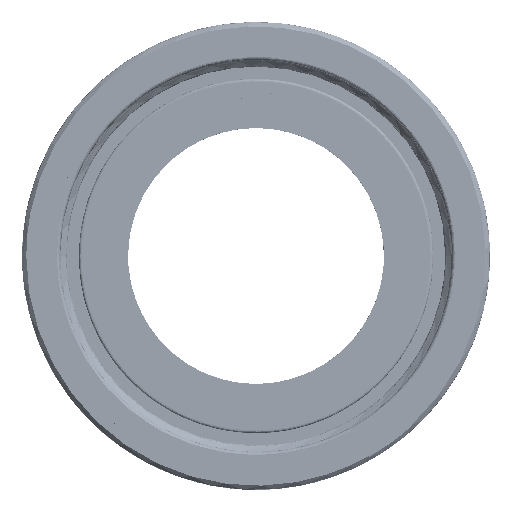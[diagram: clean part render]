
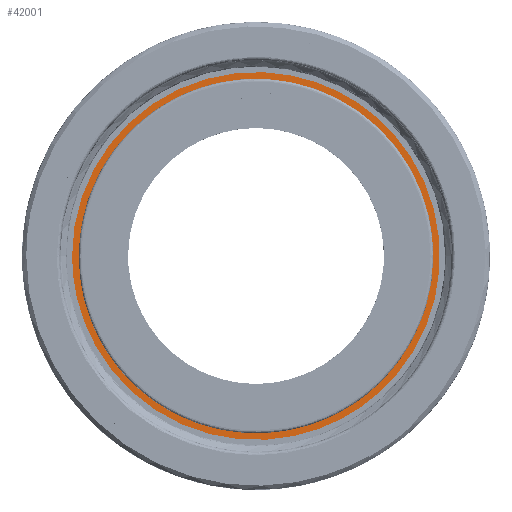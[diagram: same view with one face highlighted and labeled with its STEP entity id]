
A CAD part, left-side view. The second image highlights one B-rep face of the part: STEP entity #42001.
In plain terms, the highlighted free-form (B-spline) face has degree [1, 1] with [2, 2] control points.
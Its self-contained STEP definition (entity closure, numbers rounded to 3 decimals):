
#41968 = EDGE_CURVE('',#41969,#41969,#41971,.T.);
#41969 = VERTEX_POINT('',#41970);
#41970 = CARTESIAN_POINT('',(-38.643,14.667,0.));
#41971 = ( BOUNDED_CURVE() B_SPLINE_CURVE(2,(#41972,#41973,#41974,#41975
    ,#41976,#41977,#41978),.UNSPECIFIED.,.T.,.F.) 
B_SPLINE_CURVE_WITH_KNOTS((1,2,2,2,2,1),(-2.094,0.,
    2.094,4.189,6.283,8.378),
.UNSPECIFIED.) CURVE() GEOMETRIC_REPRESENTATION_ITEM() 
RATIONAL_B_SPLINE_CURVE((1.,0.5,1.,0.5,1.,0.5,1.)) REPRESENTATION_ITEM(
  '') );
#41972 = CARTESIAN_POINT('',(-38.643,14.667,0.));
#41973 = CARTESIAN_POINT('',(-38.643,14.667,
    25.405));
#41974 = CARTESIAN_POINT('',(-38.643,-7.334,
    12.702));
#41975 = CARTESIAN_POINT('',(-38.643,-29.335,
    0.));
#41976 = CARTESIAN_POINT('',(-38.643,-7.334,
    -12.702));
#41977 = CARTESIAN_POINT('',(-38.643,14.667,
    -25.405));
#41978 = CARTESIAN_POINT('',(-38.643,14.667,0.));
#42001 = ADVANCED_FACE('',(#42002,#42016),#42019,.T.);
#42002 = FACE_BOUND('',#42003,.T.);
#42003 = EDGE_LOOP('',(#42004));
#42004 = ORIENTED_EDGE('',*,*,#42005,.T.);
#42005 = EDGE_CURVE('',#42006,#42006,#42008,.T.);
#42006 = VERTEX_POINT('',#42007);
#42007 = CARTESIAN_POINT('',(-38.643,14.134,0.));
#42008 = ( BOUNDED_CURVE() B_SPLINE_CURVE(2,(#42009,#42010,#42011,#42012
    ,#42013,#42014,#42015),.UNSPECIFIED.,.T.,.F.) 
B_SPLINE_CURVE_WITH_KNOTS((1,2,2,2,2,1),(-2.094,0.,
    2.094,4.189,6.283,8.378),
.UNSPECIFIED.) CURVE() GEOMETRIC_REPRESENTATION_ITEM() 
RATIONAL_B_SPLINE_CURVE((1.,0.5,1.,0.5,1.,0.5,1.)) REPRESENTATION_ITEM(
  '') );
#42009 = CARTESIAN_POINT('',(-38.643,14.134,0.));
#42010 = CARTESIAN_POINT('',(-38.643,14.134,
    24.48));
#42011 = CARTESIAN_POINT('',(-38.643,-7.067,
    12.24));
#42012 = CARTESIAN_POINT('',(-38.643,-28.267,
    0.));
#42013 = CARTESIAN_POINT('',(-38.643,-7.067,
    -12.24));
#42014 = CARTESIAN_POINT('',(-38.643,14.134,
    -24.48));
#42015 = CARTESIAN_POINT('',(-38.643,14.134,0.));
#42016 = FACE_BOUND('',#42017,.T.);
#42017 = EDGE_LOOP('',(#42018));
#42018 = ORIENTED_EDGE('',*,*,#41968,.F.);
#42019 = B_SPLINE_SURFACE_WITH_KNOTS('',1,1,(
    (#42020,#42021)
    ,(#42022,#42023
  )),.UNSPECIFIED.,.F.,.F.,.F.,(2,2),(2,2),(-34.35,0.),(-17.175,17.175),
  .PIECEWISE_BEZIER_KNOTS.);
#42020 = CARTESIAN_POINT('',(-38.643,14.667,
    -14.667));
#42021 = CARTESIAN_POINT('',(-38.643,14.667,
    14.667));
#42022 = CARTESIAN_POINT('',(-38.643,-14.667,
    -14.667));
#42023 = CARTESIAN_POINT('',(-38.643,-14.667,
    14.667));
